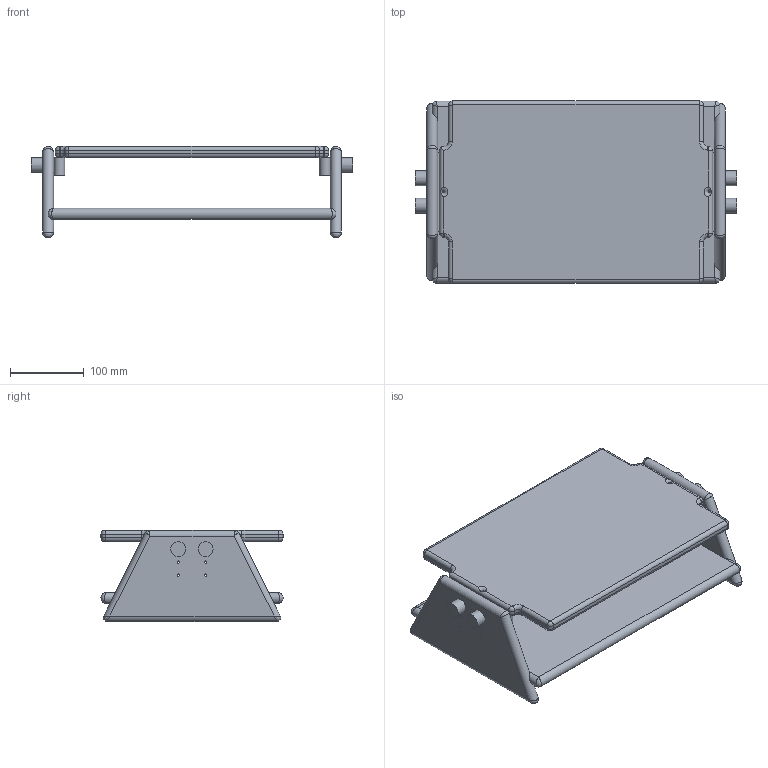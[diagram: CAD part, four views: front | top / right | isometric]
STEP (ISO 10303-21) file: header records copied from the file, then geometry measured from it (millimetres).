
FILE_DESCRIPTION(/* description */ ('STEP AP242','CAx-IF Rec.Pracs.---Representation and Presentation of Product Manufacturing Information (PMI)---4.0---2014-10-13','CAx-IF Rec.Pracs.---3D Tessellated Geometry---0.4---2014-09-14','2;1'),/* implementation_level */ '2;1');
FILE_NAME(/* name */ '641b7e47993c8d1f9b54f170',/* time_stamp */ '2023-03-22T22:16:40+00:00',/* author */ (''),/* organization */ (''),/* preprocessor_version */ 'ST-DEVELOPER v18.102',/* originating_system */ ' ',/* authorisation */ ' ');
FILE_SCHEMA (('AP242_MANAGED_MODEL_BASED_3D_ENGINEERING_MIM_LF { 1 0 10303 442 1 1 4 }'));
Length unit declared in the file: metre
Products named in the file (6): Elevador; AgarreI; BaseInferior; Agarre; Soporte; BaseSuperior
Assembly tree (10 placements, depth 2):
  Elevador
    AgarreI  x4
    BaseInferior
    Agarre  x2
    Soporte  x2
    BaseSuperior
Bounding box: 435 x 246.67 x 123.38 mm (x, y, z)
Volume: 3436724.2 mm3; surface area: 525291 mm2
Topology: 10 solids, 10 shells, 162 faces, 398 edges, 234 vertices
Faces by surface type: cylinder 80, plane 44, torus 26, bspline 12
Full cylindrical faces by diameter (mm): 3 x24, 20.207 x4
Entity records: 3999 total; most frequent: CARTESIAN_POINT 1036, DIRECTION 648, ORIENTED_EDGE 532, AXIS2_PLACEMENT_3D 274, EDGE_CURVE 266, VERTEX_POINT 172, EDGE_LOOP 154, FACE_BOUND 154
